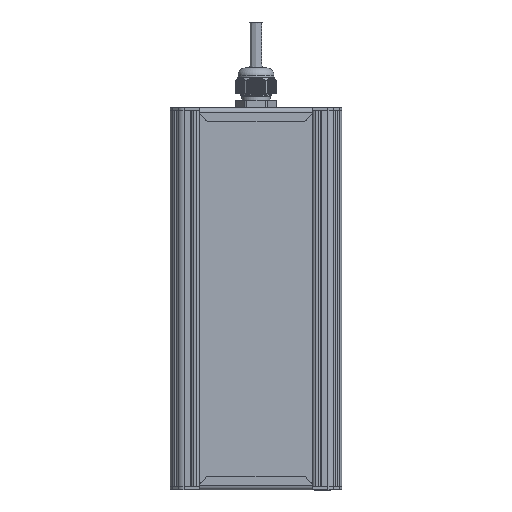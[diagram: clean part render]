
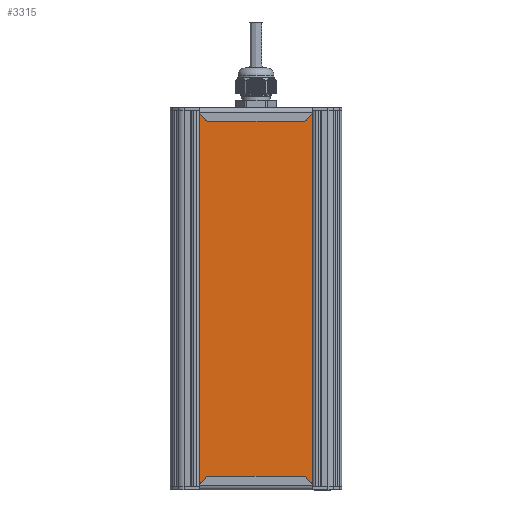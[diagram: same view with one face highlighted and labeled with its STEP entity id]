
A CAD part, front view. The second image highlights one B-rep face of the part: STEP entity #3315.
In plain terms, the highlighted face is planar.
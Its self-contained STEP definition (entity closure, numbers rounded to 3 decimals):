
#3315=ADVANCED_FACE('',(#14759),#14761,.T.);
#14759=FACE_BOUND('',#14760,.T.);
#14760=EDGE_LOOP('',(#42887,#42888,#42889,#42890));
#14761=PLANE('',#14762);
#14762=AXIS2_PLACEMENT_3D('',#14763,#14764,#14765);
#14763=CARTESIAN_POINT('',(120.465,593.492,117.308));
#14764=DIRECTION('',(0.,0.,-1.));
#14765=DIRECTION('',(0.,1.,0.));
#42887=ORIENTED_EDGE('',*,*,#50189,.T.);
#42888=ORIENTED_EDGE('',*,*,#50188,.T.);
#42889=ORIENTED_EDGE('',*,*,#50190,.T.);
#42890=ORIENTED_EDGE('',*,*,#50191,.F.);
#50188=EDGE_CURVE('',#56167,#56172,#56174,.T.);
#50189=EDGE_CURVE('',#56175,#56167,#56176,.F.);
#50190=EDGE_CURVE('',#56172,#56177,#56178,.T.);
#50191=EDGE_CURVE('',#56175,#56177,#56179,.T.);
#56167=VERTEX_POINT('',#75565);
#56172=VERTEX_POINT('',#75574);
#56174=LINE('',#75578,#75579);
#56175=VERTEX_POINT('',#75581);
#56176=LINE('',#75582,#75583);
#56177=VERTEX_POINT('',#75585);
#56178=LINE('',#75586,#75587);
#56179=LINE('',#75589,#75590);
#75565=CARTESIAN_POINT('',(145.465,679.838,117.308));
#75574=CARTESIAN_POINT('',(391.465,679.838,117.308));
#75578=CARTESIAN_POINT('',(145.465,679.838,117.308));
#75579=VECTOR('',#75580,1.);
#75580=DIRECTION('',(1.,0.,0.));
#75581=CARTESIAN_POINT('',(145.465,593.492,117.308));
#75582=CARTESIAN_POINT('',(145.465,679.838,117.308));
#75583=VECTOR('',#75584,1.);
#75584=DIRECTION('',(0.,-1.,0.));
#75585=CARTESIAN_POINT('',(391.465,593.492,117.308));
#75586=CARTESIAN_POINT('',(391.465,679.838,117.308));
#75587=VECTOR('',#75588,1.);
#75588=DIRECTION('',(0.,-1.,0.));
#75589=CARTESIAN_POINT('',(145.465,593.492,117.308));
#75590=VECTOR('',#75591,1.);
#75591=DIRECTION('',(1.,0.,0.));
